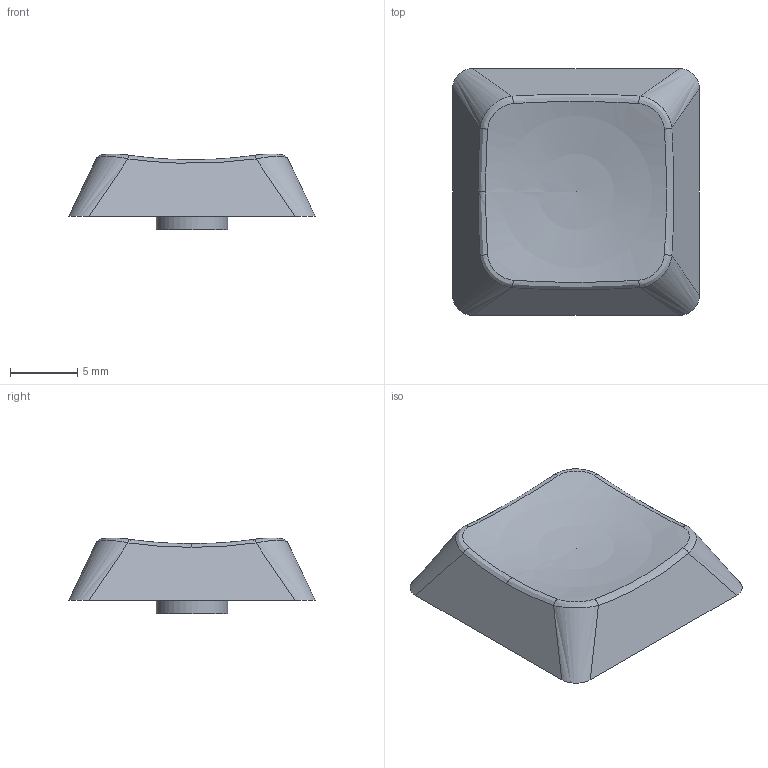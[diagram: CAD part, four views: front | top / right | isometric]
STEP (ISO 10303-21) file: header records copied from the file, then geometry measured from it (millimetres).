
FILE_DESCRIPTION(('Open CASCADE Model'),'2;1');
FILE_NAME('Open CASCADE Shape Model','2023-08-29T23:56:37',('Author'),( 'Open CASCADE'),'Open CASCADE STEP processor 7.5','Open CASCADE 7.5' ,'Unknown');
FILE_SCHEMA(('AUTOMOTIVE_DESIGN { 1 0 10303 214 1 1 1 1 }'));
Length unit declared in the file: millimetre
Products named in the file (1): Open CASCADE STEP translator 7.5 1
Bounding box: 18.3 x 18.3 x 5.63 mm (x, y, z)
Volume: 780.1 mm3; surface area: 954.6 mm2
Topology: 1 solids, 1 shells, 64 faces, 154 edges, 94 vertices
Faces by surface type: plane 28, bspline 25, cylinder 5, cone 5, sphere 1
Full cylindrical faces by diameter (mm): 5.3 x1
Entity records: 6203 total; most frequent: CARTESIAN_POINT 3394, DIRECTION 434, ORIENTED_EDGE 306, PCURVE 306, DEFINITIONAL_REPRESENTATION 306, LINE 284, VECTOR 284, EDGE_CURVE 153
